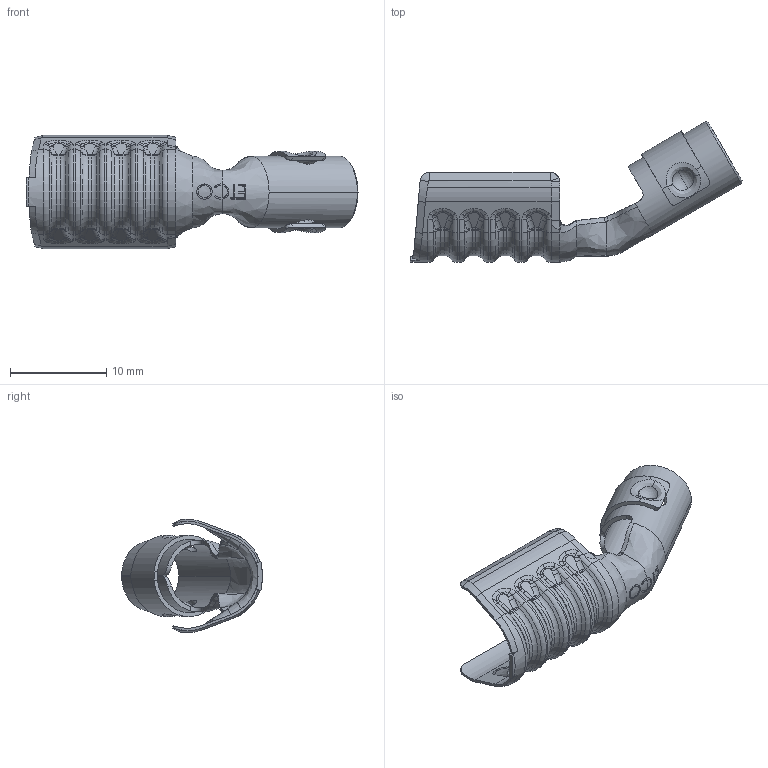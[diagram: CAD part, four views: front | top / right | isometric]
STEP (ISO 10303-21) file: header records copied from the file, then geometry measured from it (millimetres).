
FILE_DESCRIPTION (( 'STEP AP203' ), '1' );
FILE_NAME ('SP98-150.STEP', '2019-11-06T12:58:54', ( 'tempuser' ), ( 'Microsoft' ), 'SwSTEP 2.0', 'SolidWorks 2019', '' );
FILE_SCHEMA (( 'CONFIG_CONTROL_DESIGN' ));
Length unit declared in the file: inch
Products named in the file (3): SCA4 expanded for mating_SCA-B expanded for SP981 and SP823; SP98-150 SP260-150_SP98-150 without carrier; SP98-150
Assembly tree (2 placements, depth 2):
  SP98-150
    SCA4 expanded for mating_SCA-B expanded for SP981 and SP823
    SP98-150 SP260-150_SP98-150 without carrier
Bounding box: 34.44 x 14.61 x 11.76 mm (x, y, z)
Volume: 318.9 mm3; surface area: 1607.5 mm2
Topology: 2 solids, 2 shells, 517 faces, 1320 edges, 811 vertices
Faces by surface type: bspline 255, cylinder 118, plane 89, sphere 24, torus 16, cone 15
Entity records: 27443 total; most frequent: CARTESIAN_POINT 16541, ORIENTED_EDGE 2640, DIRECTION 1642, EDGE_CURVE 1320, VERTEX_POINT 811, AXIS2_PLACEMENT_3D 649, B_SPLINE_CURVE_WITH_KNOTS 539, EDGE_LOOP 525
